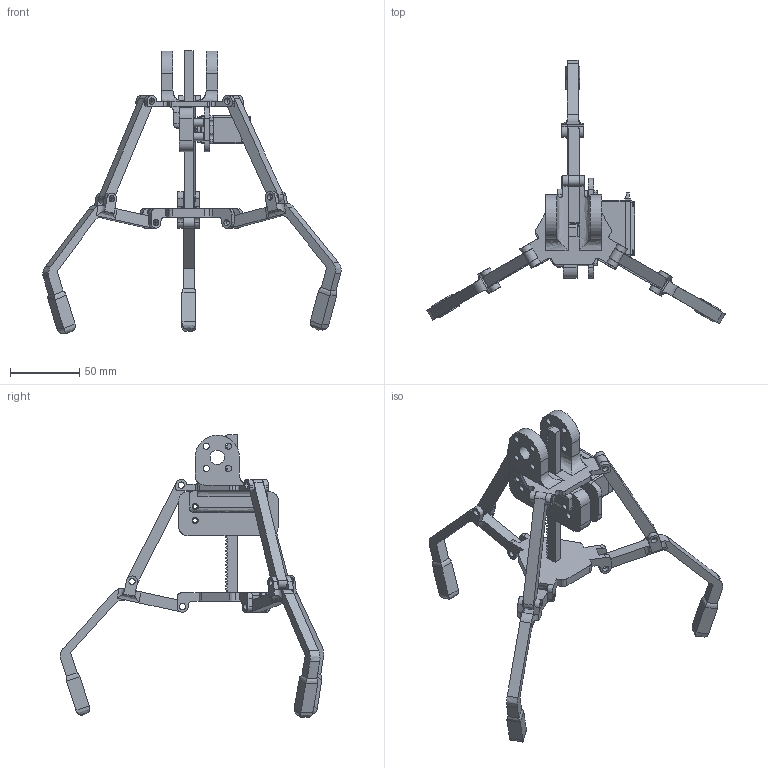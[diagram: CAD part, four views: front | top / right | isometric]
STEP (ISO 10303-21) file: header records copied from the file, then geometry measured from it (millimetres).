
FILE_DESCRIPTION(/* description */ ('STEP AP242','CAx-IF Rec.Pracs.---Representation and Presentation of Product Manufacturing Information (PMI)---4.0---2014-10-13','CAx-IF Rec.Pracs.---3D Tessellated Geometry---0.4---2014-09-14','2;1'),/* implementation_level */ '2;1');
FILE_NAME(/* name */ '66784e4312abee1110f45219',/* time_stamp */ '2024-06-23T16:33:08Z',/* author */ (''),/* organization */ (''),/* preprocessor_version */ 'ST-DEVELOPER v20',/* originating_system */ ' ',/* authorisation */ ' ');
FILE_SCHEMA (('AP242_MANAGED_MODEL_BASED_3D_ENGINEERING_MIM_LF { 1 0 10303 442 1 1 4 }'));
Products named in the file (13): Claw Assembly; Rack Gear Holder; 2305 Series Brass, MOD 0.8, Servo Gear (24 Tooth Spline, 20 Tooth) 23
05-0024-0020; 1501 Series M4 x 0.7mm Standoff (6mm OD, 14mm Length) - 4 Pack 1501-0
006-0140; Linkage; MOD .8 32T Rack Gear; 1501 Series M4 x 0.7mm Standoff (6mm OD, 8mm Length) - 4 Pack 1501-00
06-0080; Claw Arm; Linkage Mount; 2000 Series Dual Mode Servo (25-4, Super Speed) 2000-0025-0004 <1>; Servo Spline; Servo Case; Claw Servo Mount
Assembly tree (18 placements, depth 3):
  Claw Assembly
    Rack Gear Holder
    2305 Series Brass, MOD 0.8, Servo Gear (24 Tooth Spline, 20 Tooth) 23
05-0024-0020
    1501 Series M4 x 0.7mm Standoff (6mm OD, 14mm Length) - 4 Pack 1501-0
006-0140  x2
    Linkage  x3
    MOD .8 32T Rack Gear
    1501 Series M4 x 0.7mm Standoff (6mm OD, 8mm Length) - 4 Pack 1501-00
06-0080  x2
    Claw Arm  x3
    Linkage Mount
    2000 Series Dual Mode Servo (25-4, Super Speed) 2000-0025-0004 <1>
      Servo Spline
      Servo Case
    Claw Servo Mount
Bounding box: 215.05 x 189.76 x 203.88 mm (x, y, z)
Volume: 148197.8 mm3; surface area: 74009.7 mm2
Topology: 17 solids, 21 shells, 1204 faces, 3803 edges, 2628 vertices
Faces by surface type: plane 665, cylinder 258, bspline 195, cone 62, torus 23, sphere 1
Full cylindrical faces by diameter (mm): 1 x4, 2.2 x4, 3 x1, 3.766 x1, 3.8 x4, 4.5 x45, 5.95 x4, 6.2 x1, 6.5 x1, 7.7 x2, 10.5 x2, 10.9 x1, 12.2 x2, 12.8 x1
Entity records: 49258 total; most frequent: CARTESIAN_POINT 21770, ORIENTED_EDGE 6238, DIRECTION 4781, EDGE_CURVE 3119, VERTEX_POINT 2176, LINE 1791, VECTOR 1791, AXIS2_PLACEMENT_3D 1495
